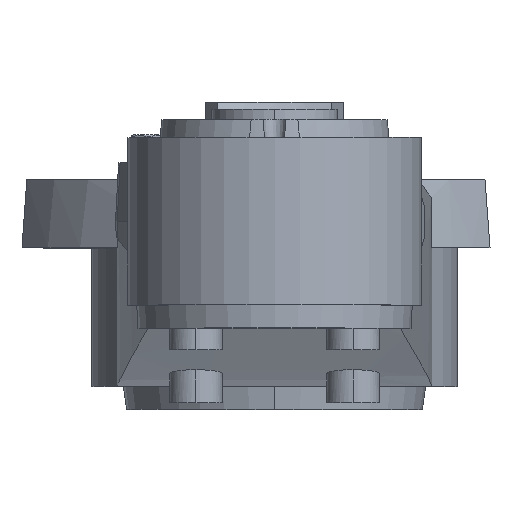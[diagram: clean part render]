
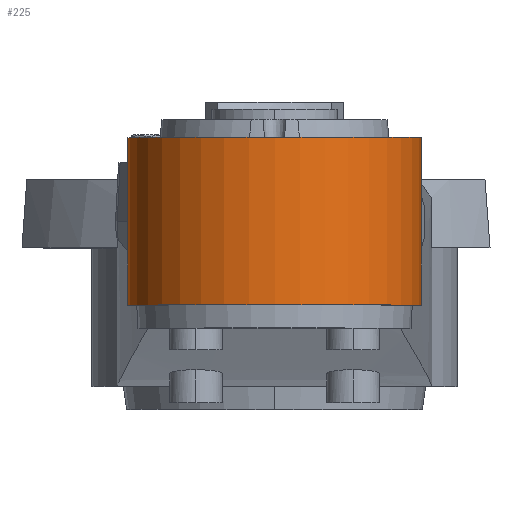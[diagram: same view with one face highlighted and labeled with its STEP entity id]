
A CAD part, top view. The second image highlights one B-rep face of the part: STEP entity #225.
In plain terms, the highlighted cylindrical face has radius 69.924 mm (diameter 139.847 mm), a partial arc.
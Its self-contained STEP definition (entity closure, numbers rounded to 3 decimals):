
#225 = ADVANCED_FACE ( 'NONE', ( #4683 ), #4470, .T. ) ;
#715 = EDGE_CURVE ( 'NONE', #768, #2120, #3455, .T. ) ;
#768 = VERTEX_POINT ( 'NONE', #3844 ) ;
#828 = CARTESIAN_POINT ( 'NONE',  ( 117.8, -521.489, 1340.861 ) ) ;
#859 = DIRECTION ( 'NONE',  ( 0., 1., 0. ) ) ;
#1099 = CARTESIAN_POINT ( 'NONE',  ( 47.876, -521.489, 1340.861 ) ) ;
#1157 = EDGE_CURVE ( 'NONE', #768, #4958, #2504, .T. ) ;
#1202 = CARTESIAN_POINT ( 'NONE',  ( 117.8, -403.489, 1340.861 ) ) ;
#1754 = DIRECTION ( 'NONE',  ( 0., 1., 0. ) ) ;
#1821 = CARTESIAN_POINT ( 'NONE',  ( -22.048, -483.489, 1340.861 ) ) ;
#2011 = CIRCLE ( 'NONE', #3377, 69.924 ) ;
#2120 = VERTEX_POINT ( 'NONE', #1821 ) ;
#2240 = CARTESIAN_POINT ( 'NONE',  ( -22.048, -403.489, 1340.861 ) ) ;
#2277 = DIRECTION ( 'NONE',  ( 0., -1., 0. ) ) ;
#2443 = VECTOR ( 'NONE', #859, 1000. ) ;
#2504 = LINE ( 'NONE', #828, #2443 ) ;
#3116 = CARTESIAN_POINT ( 'NONE',  ( 47.876, -483.489, 1340.861 ) ) ;
#3137 = DIRECTION ( 'NONE',  ( -1., 0., 0. ) ) ;
#3279 = EDGE_CURVE ( 'NONE', #4705, #4958, #2011, .T. ) ;
#3362 = DIRECTION ( 'NONE',  ( -1., 0., 0. ) ) ;
#3377 = AXIS2_PLACEMENT_3D ( 'NONE', #4239, #1754, #4641 ) ;
#3455 = CIRCLE ( 'NONE', #5366, 69.924 ) ;
#3555 = AXIS2_PLACEMENT_3D ( 'NONE', #1099, #3864, #3362 ) ;
#3692 = DIRECTION ( 'NONE',  ( 0., 1., 0. ) ) ;
#3761 = EDGE_CURVE ( 'NONE', #2120, #4705, #5124, .T. ) ;
#3844 = CARTESIAN_POINT ( 'NONE',  ( 117.8, -483.489, 1340.861 ) ) ;
#3864 = DIRECTION ( 'NONE',  ( 0., 1., 0. ) ) ;
#4147 = VECTOR ( 'NONE', #3692, 1000. ) ;
#4239 = CARTESIAN_POINT ( 'NONE',  ( 47.876, -403.489, 1340.861 ) ) ;
#4470 = CYLINDRICAL_SURFACE ( 'NONE', #3555, 69.924 ) ;
#4620 = EDGE_LOOP ( 'NONE', ( #5074, #4997, #5081, #5215 ) ) ;
#4641 = DIRECTION ( 'NONE',  ( -1., 0., 0. ) ) ;
#4683 = FACE_OUTER_BOUND ( 'NONE', #4620, .T. ) ;
#4705 = VERTEX_POINT ( 'NONE', #2240 ) ;
#4958 = VERTEX_POINT ( 'NONE', #1202 ) ;
#4997 = ORIENTED_EDGE ( 'NONE', *, *, #1157, .T. ) ;
#5074 = ORIENTED_EDGE ( 'NONE', *, *, #715, .F. ) ;
#5081 = ORIENTED_EDGE ( 'NONE', *, *, #3279, .F. ) ;
#5124 = LINE ( 'NONE', #5335, #4147 ) ;
#5215 = ORIENTED_EDGE ( 'NONE', *, *, #3761, .F. ) ;
#5335 = CARTESIAN_POINT ( 'NONE',  ( -22.048, -521.489, 1340.861 ) ) ;
#5366 = AXIS2_PLACEMENT_3D ( 'NONE', #3116, #2277, #3137 ) ;
